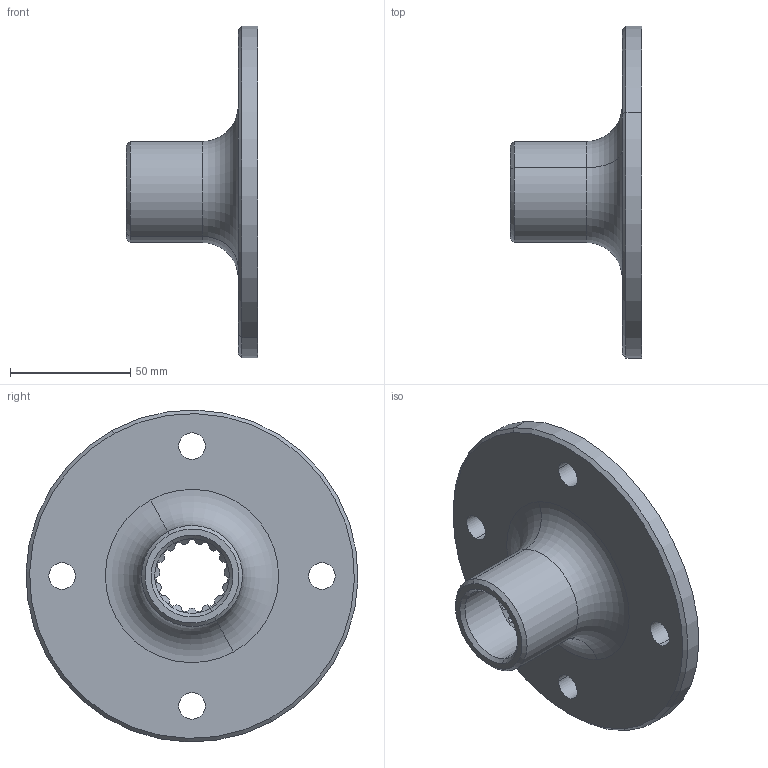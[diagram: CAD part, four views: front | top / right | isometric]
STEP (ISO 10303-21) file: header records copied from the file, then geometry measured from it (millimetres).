
FILE_DESCRIPTION(('CATIA V5 STEP Exchange'),'2;1');
FILE_NAME('Interface Motor - Shaft.stp','2018-10-31T11:15:49+00:00',('none'),('none'),'CATIA Version 5 Release 21 GA (IN-10)','CATIA V5 STEP AP203','none');
FILE_SCHEMA(('CONFIG_CONTROL_DESIGN'));
Length unit declared in the file: millimetre
Products named in the file (1): Interface Motor - Shaft
Bounding box: 54.5 x 137.96 x 137.96 mm (x, y, z)
Volume: 138638.1 mm3; surface area: 43103.9 mm2
Topology: 1 solids, 1 shells, 170 faces, 456 edges, 290 vertices
Faces by surface type: cylinder 78, plane 64, cone 26, torus 2
Entity records: 5376 total; most frequent: CARTESIAN_POINT 1609, ORIENTED_EDGE 912, DIRECTION 535, EDGE_CURVE 456, VERTEX_POINT 290, AXIS2_PLACEMENT_3D 254, B_SPLINE_CURVE_WITH_KNOTS 183, EDGE_LOOP 182
